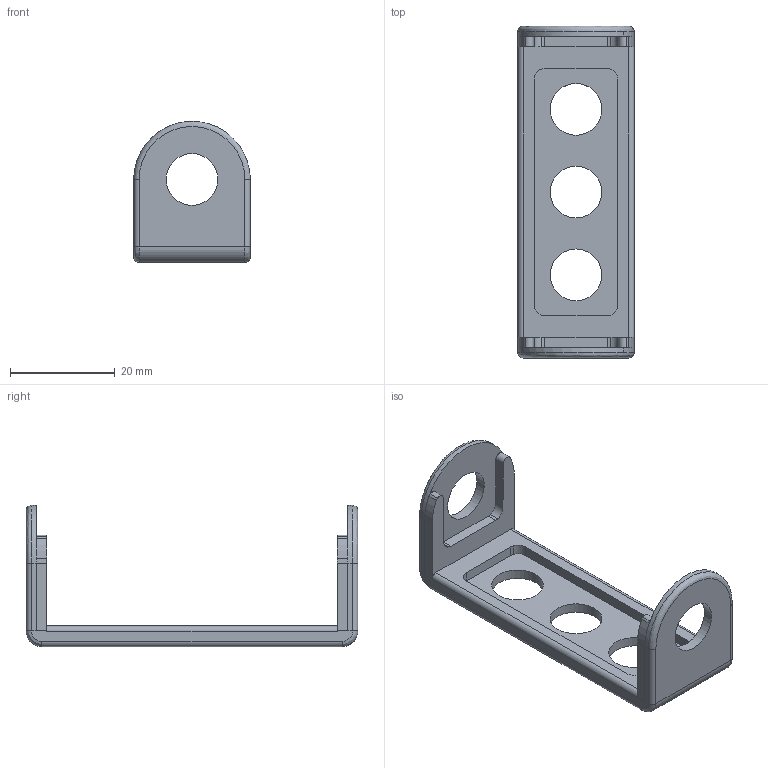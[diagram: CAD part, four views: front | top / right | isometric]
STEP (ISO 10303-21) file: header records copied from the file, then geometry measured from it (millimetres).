
FILE_DESCRIPTION((''),'2;1');
FILE_NAME('NV5.stp','2020-04-21T00:53:58',(''),(''),'AutoCAD STEP 2000i','AutoCAD 2000i',', , ');
FILE_SCHEMA(('CONFIG_CONTROL_DESIGN'));
Length unit declared in the file: millimetre
Products named in the file (2): NV5; PART1
Assembly tree (1 placements, depth 2):
  NV5
    PART1
Bounding box: 22.25 x 63.45 x 27.01 mm (x, y, z)
Volume: 5626.4 mm3; surface area: 5265.7 mm2
Topology: 1 solids, 1 shells, 86 faces, 237 edges, 154 vertices
Faces by surface type: cylinder 36, plane 29, bspline 21
Entity records: 6393 total; most frequent: CARTESIAN_POINT 4229, ORIENTED_EDGE 474, DIRECTION 359, EDGE_CURVE 237, VERTEX_POINT 154, AXIS2_PLACEMENT_3D 131, VECTOR 97, LINE 97
